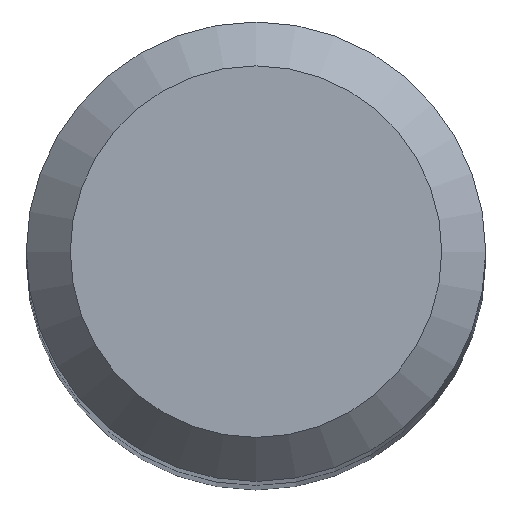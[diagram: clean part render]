
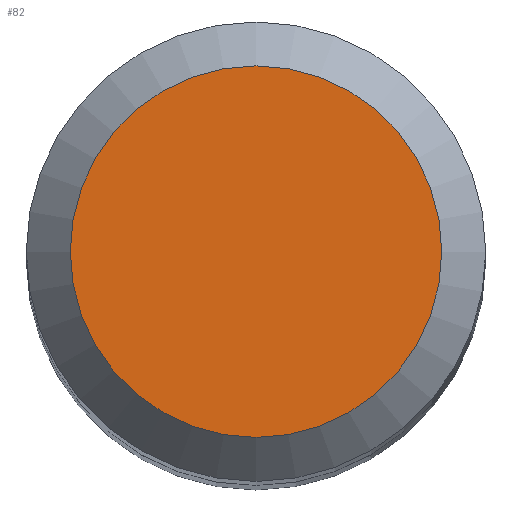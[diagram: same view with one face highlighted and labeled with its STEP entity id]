
A CAD part, top view. The second image highlights one B-rep face of the part: STEP entity #82.
In plain terms, the highlighted planar face has unit normal (0, 0, 1).
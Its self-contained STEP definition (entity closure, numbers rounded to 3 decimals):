
#82=ADVANCED_FACE('',(#101),#97,.T.);
#97=PLANE('',#244);
#101=FACE_OUTER_BOUND('',#107,.T.);
#107=EDGE_LOOP('',(#135));
#135=ORIENTED_EDGE('',*,*,#176,.F.);
#162=VERTEX_POINT('',#384);
#176=EDGE_CURVE('',#162,#162,#190,.T.);
#190=CIRCLE('',#243,3.21);
#243=AXIS2_PLACEMENT_3D('',#383,#285,#286);
#244=AXIS2_PLACEMENT_3D('',#385,#287,#288);
#285=DIRECTION('',(0.,0.,-1.));
#286=DIRECTION('',(1.,0.,0.));
#287=DIRECTION('',(0.,0.,1.));
#288=DIRECTION('',(-1.,0.,0.));
#383=CARTESIAN_POINT('',(0.,0.,0.));
#384=CARTESIAN_POINT('',(3.21,0.,0.));
#385=CARTESIAN_POINT('',(3.21,0.,0.));
